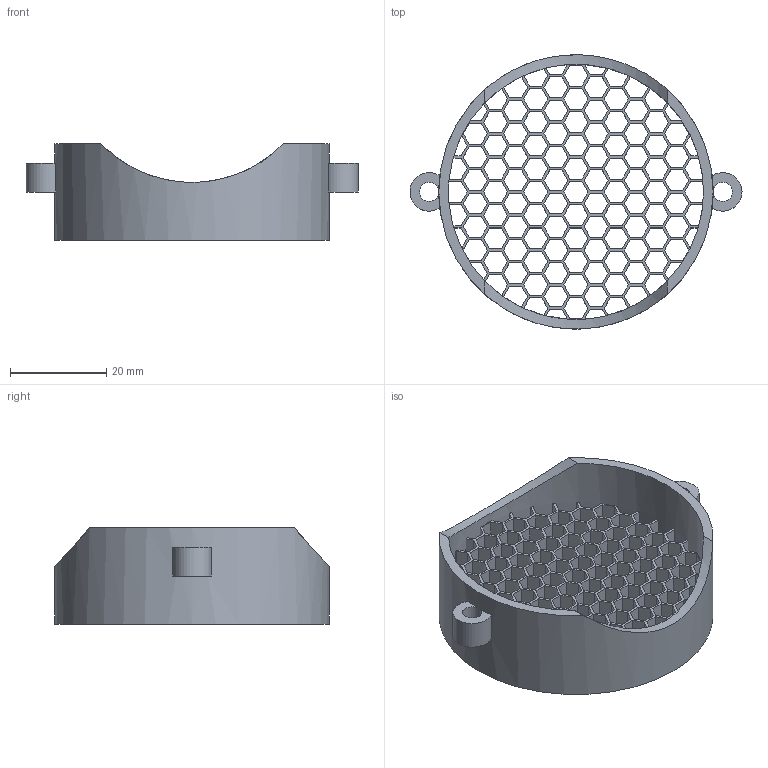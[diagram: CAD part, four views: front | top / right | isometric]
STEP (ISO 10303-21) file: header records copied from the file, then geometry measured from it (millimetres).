
FILE_DESCRIPTION(('FreeCAD Model'),'2;1');
FILE_NAME('Open CASCADE Shape Model','2024-10-13T15:13:49',(''),(''), 'Open CASCADE STEP processor 7.6','FreeCAD','Unknown');
FILE_SCHEMA(('AUTOMOTIVE_DESIGN { 1 0 10303 214 1 1 1 1 }'));
Length unit declared in the file: millimetre
Products named in the file (1): union001
Bounding box: 68.99 x 57 x 20 mm (x, y, z)
Volume: 10612.7 mm3; surface area: 23771.9 mm2
Topology: 1 solids, 1 shells, 697 faces, 2209 edges, 1452 vertices
Faces by surface type: plane 687, cylinder 10
Full cylindrical faces by diameter (mm): 4 x1, 53 x1, 57 x1
Entity records: 24569 total; most frequent: CARTESIAN_POINT 4457, ORIENTED_EDGE 4418, DIRECTION 3729, EDGE_CURVE 2209, LINE 2081, VECTOR 2081, VERTEX_POINT 1452, FACE_BOUND 885
